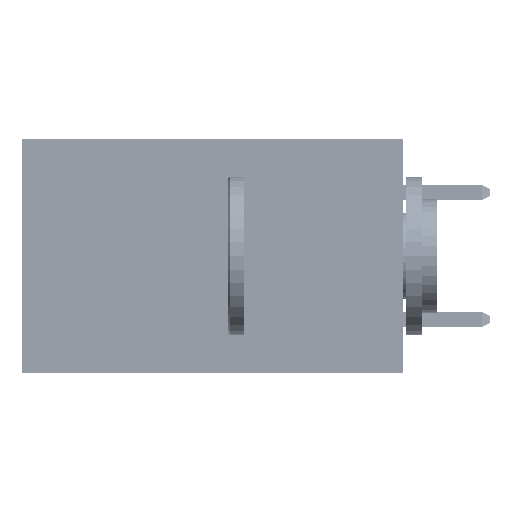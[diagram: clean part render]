
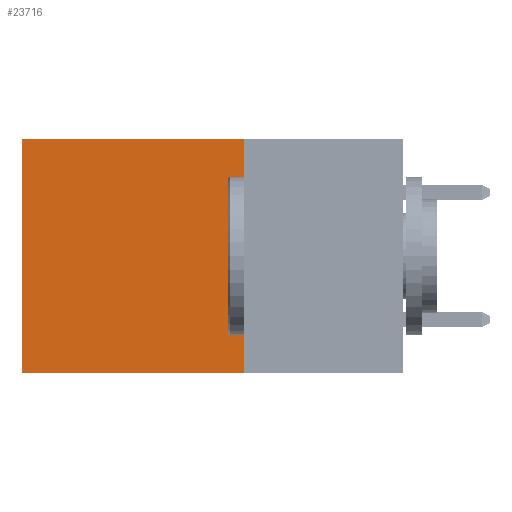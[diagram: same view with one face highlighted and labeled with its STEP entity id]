
A CAD part, left-side view. The second image highlights one B-rep face of the part: STEP entity #23716.
In plain terms, the highlighted planar face has unit normal (-1, 0, 0).
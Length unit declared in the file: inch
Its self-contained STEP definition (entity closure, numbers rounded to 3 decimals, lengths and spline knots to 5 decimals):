
#4426 = DIRECTION ( 'NONE',  ( 0., 0., -1. ) ) ;
#4716 = CARTESIAN_POINT ( 'NONE',  ( 0.2875, 0.25, 0. ) ) ;
#4882 = DIRECTION ( 'NONE',  ( 0., 0., -1. ) ) ;
#5467 = AXIS2_PLACEMENT_3D ( 'NONE', #29087, #16680, #4882 ) ;
#6750 = LINE ( 'NONE', #4716, #35056 ) ;
#9357 = EDGE_LOOP ( 'NONE', ( #28578, #48764, #9963, #11117 ) ) ;
#9963 = ORIENTED_EDGE ( 'NONE', *, *, #43413, .F. ) ;
#10026 = LINE ( 'NONE', #28163, #32454 ) ;
#11117 = ORIENTED_EDGE ( 'NONE', *, *, #37392, .T. ) ;
#11303 = EDGE_CURVE ( 'NONE', #45186, #43230, #28516, .T. ) ;
#12661 = CARTESIAN_POINT ( 'NONE',  ( 0.2875, 0.25, 0. ) ) ;
#13312 = DIRECTION ( 'NONE',  ( 0., 1., 0. ) ) ;
#13834 = LINE ( 'NONE', #30138, #20888 ) ;
#15097 = CARTESIAN_POINT ( 'NONE',  ( 0.2875, 0.6, -0.37 ) ) ;
#16680 = DIRECTION ( 'NONE',  ( 1., 0., 0. ) ) ;
#20888 = VECTOR ( 'NONE', #22116, 39.37008 ) ;
#22116 = DIRECTION ( 'NONE',  ( 0., 1., 0. ) ) ;
#22154 = CARTESIAN_POINT ( 'NONE',  ( 0.2875, 0.25, -0.37 ) ) ;
#23622 = PLANE ( 'NONE',  #5467 ) ;
#23716 = ADVANCED_FACE ( 'NONE', ( #25227 ), #23622, .F. ) ;
#25227 = FACE_OUTER_BOUND ( 'NONE', #9357, .T. ) ;
#28163 = CARTESIAN_POINT ( 'NONE',  ( 0.2875, 0.25, 0. ) ) ;
#28516 = LINE ( 'NONE', #48763, #45259 ) ;
#28518 = DIRECTION ( 'NONE',  ( 0., 0., -1. ) ) ;
#28578 = ORIENTED_EDGE ( 'NONE', *, *, #11303, .T. ) ;
#29087 = CARTESIAN_POINT ( 'NONE',  ( 0.2875, 0.25, 0. ) ) ;
#30138 = CARTESIAN_POINT ( 'NONE',  ( 0.2875, 0.25, -0.37 ) ) ;
#31067 = VERTEX_POINT ( 'NONE', #12661 ) ;
#32114 = CARTESIAN_POINT ( 'NONE',  ( 0.2875, 0.6, 0. ) ) ;
#32454 = VECTOR ( 'NONE', #28518, 39.37008 ) ;
#35056 = VECTOR ( 'NONE', #13312, 39.37008 ) ;
#37392 = EDGE_CURVE ( 'NONE', #31067, #45186, #6750, .T. ) ;
#37569 = EDGE_CURVE ( 'NONE', #44840, #43230, #13834, .T. ) ;
#43230 = VERTEX_POINT ( 'NONE', #15097 ) ;
#43413 = EDGE_CURVE ( 'NONE', #31067, #44840, #10026, .T. ) ;
#44840 = VERTEX_POINT ( 'NONE', #22154 ) ;
#45186 = VERTEX_POINT ( 'NONE', #32114 ) ;
#45259 = VECTOR ( 'NONE', #4426, 39.37008 ) ;
#48763 = CARTESIAN_POINT ( 'NONE',  ( 0.2875, 0.6, 0. ) ) ;
#48764 = ORIENTED_EDGE ( 'NONE', *, *, #37569, .F. ) ;
